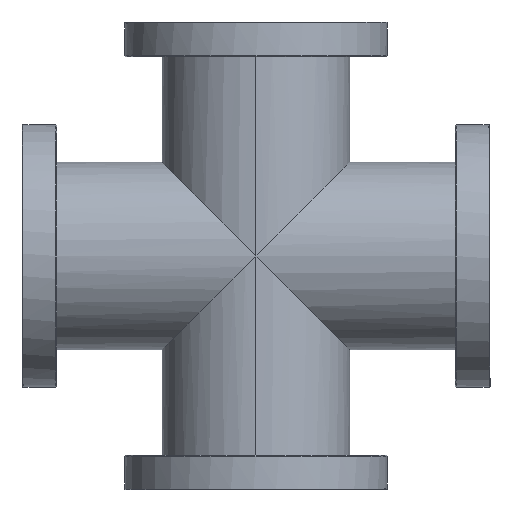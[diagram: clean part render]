
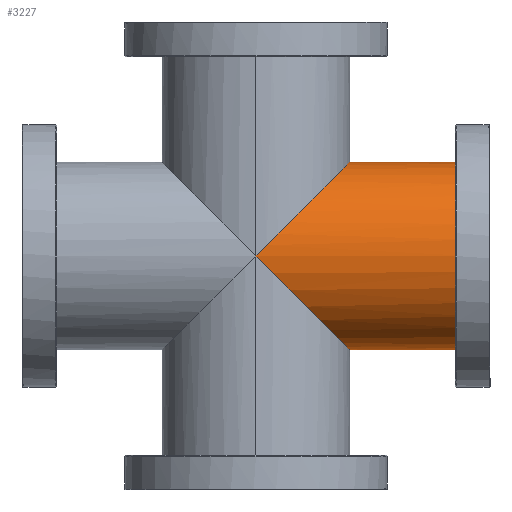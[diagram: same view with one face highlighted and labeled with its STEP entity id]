
A CAD part, left-side view. The second image highlights one B-rep face of the part: STEP entity #3227.
In plain terms, the highlighted cylindrical face has radius 54 mm (diameter 108 mm), a partial arc.
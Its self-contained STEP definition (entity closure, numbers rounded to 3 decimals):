
#171 = ORIENTED_EDGE ( 'NONE', *, *, #1049, .T. ) ;
#214 = ORIENTED_EDGE ( 'NONE', *, *, #351, .T. ) ;
#241 = CARTESIAN_POINT ( 'NONE',  ( -54., -31.632, -31.632 ) ) ;
#351 = EDGE_CURVE ( 'NONE', #904, #1115, #2729, .T. ) ;
#377 = CARTESIAN_POINT ( 'NONE',  ( 0., -123.9, 54. ) ) ;
#526 = CARTESIAN_POINT ( 'NONE',  ( 0., 123.9, 0. ) ) ;
#544 = CARTESIAN_POINT ( 'NONE',  ( 0., -54., -54. ) ) ;
#766 =( BOUNDED_CURVE ( )  B_SPLINE_CURVE ( 3, ( #1907, #241, #1163, #1128 ),
 .UNSPECIFIED., .F., .F. ) 
 B_SPLINE_CURVE_WITH_KNOTS ( ( 4, 4 ),
 ( 4.712, 6.283 ),
 .UNSPECIFIED. ) 
 CURVE ( )  GEOMETRIC_REPRESENTATION_ITEM ( )  RATIONAL_B_SPLINE_CURVE ( ( 1., 0.805, 0.805, 1. ) ) 
 REPRESENTATION_ITEM ( '' )  );
#800 = CYLINDRICAL_SURFACE ( 'NONE', #4225, 54. ) ;
#845 = EDGE_CURVE ( 'NONE', #2685, #1115, #2154, .T. ) ;
#856 = EDGE_CURVE ( 'NONE', #2685, #3966, #4800, .T. ) ;
#904 = VERTEX_POINT ( 'NONE', #4730 ) ;
#909 = EDGE_CURVE ( 'NONE', #4916, #904, #2020, .T. ) ;
#1000 = CARTESIAN_POINT ( 'NONE',  ( -31.632, -54., 54. ) ) ;
#1049 = EDGE_CURVE ( 'NONE', #3966, #4916, #766, .T. ) ;
#1074 = VECTOR ( 'NONE', #3355, 1000. ) ;
#1115 = VERTEX_POINT ( 'NONE', #377 ) ;
#1128 = CARTESIAN_POINT ( 'NONE',  ( 0., -54., -54. ) ) ;
#1163 = CARTESIAN_POINT ( 'NONE',  ( -31.632, -54., -54. ) ) ;
#1211 = VECTOR ( 'NONE', #4589, 1000. ) ;
#1597 = CARTESIAN_POINT ( 'NONE',  ( 0., -54., 54. ) ) ;
#1907 = CARTESIAN_POINT ( 'NONE',  ( -54., 0., 0. ) ) ;
#1976 = CARTESIAN_POINT ( 'NONE',  ( -54., 0., 0. ) ) ;
#2020 = LINE ( 'NONE', #3400, #1074 ) ;
#2049 = ORIENTED_EDGE ( 'NONE', *, *, #845, .F. ) ;
#2099 = CARTESIAN_POINT ( 'NONE',  ( -54., 0., 0. ) ) ;
#2154 = LINE ( 'NONE', #4715, #1211 ) ;
#2327 = AXIS2_PLACEMENT_3D ( 'NONE', #2877, #4936, #2474 ) ;
#2362 = ORIENTED_EDGE ( 'NONE', *, *, #856, .T. ) ;
#2388 = DIRECTION ( 'NONE',  ( 0., -1., 0. ) ) ;
#2474 = DIRECTION ( 'NONE',  ( 0., 0., 1. ) ) ;
#2610 = CARTESIAN_POINT ( 'NONE',  ( 0., -54., 54. ) ) ;
#2611 = ORIENTED_EDGE ( 'NONE', *, *, #909, .T. ) ;
#2673 = EDGE_LOOP ( 'NONE', ( #2049, #2362, #171, #2611, #214 ) ) ;
#2685 = VERTEX_POINT ( 'NONE', #2610 ) ;
#2729 = CIRCLE ( 'NONE', #2327, 54. ) ;
#2877 = CARTESIAN_POINT ( 'NONE',  ( 0., -123.9, 0. ) ) ;
#3227 = ADVANCED_FACE ( 'NONE', ( #3583 ), #800, .T. ) ;
#3355 = DIRECTION ( 'NONE',  ( 0., -1., 0. ) ) ;
#3400 = CARTESIAN_POINT ( 'NONE',  ( 0., 123.9, -54. ) ) ;
#3583 = FACE_OUTER_BOUND ( 'NONE', #2673, .T. ) ;
#3808 = DIRECTION ( 'NONE',  ( 0., 0., -1. ) ) ;
#3913 = CARTESIAN_POINT ( 'NONE',  ( -54., -31.632, 31.632 ) ) ;
#3966 = VERTEX_POINT ( 'NONE', #1976 ) ;
#4225 = AXIS2_PLACEMENT_3D ( 'NONE', #526, #2388, #3808 ) ;
#4589 = DIRECTION ( 'NONE',  ( 0., -1., 0. ) ) ;
#4715 = CARTESIAN_POINT ( 'NONE',  ( 0., 123.9, 54. ) ) ;
#4730 = CARTESIAN_POINT ( 'NONE',  ( 0., -123.9, -54. ) ) ;
#4800 =( BOUNDED_CURVE ( )  B_SPLINE_CURVE ( 3, ( #1597, #1000, #3913, #2099 ),
 .UNSPECIFIED., .F., .F. ) 
 B_SPLINE_CURVE_WITH_KNOTS ( ( 4, 4 ),
 ( 3.142, 4.712 ),
 .UNSPECIFIED. ) 
 CURVE ( )  GEOMETRIC_REPRESENTATION_ITEM ( )  RATIONAL_B_SPLINE_CURVE ( ( 1., 0.805, 0.805, 1. ) ) 
 REPRESENTATION_ITEM ( '' )  );
#4916 = VERTEX_POINT ( 'NONE', #544 ) ;
#4936 = DIRECTION ( 'NONE',  ( 0., 1., 0. ) ) ;
